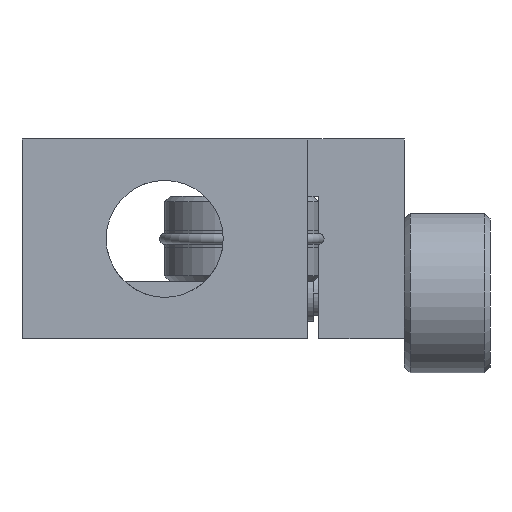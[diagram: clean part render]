
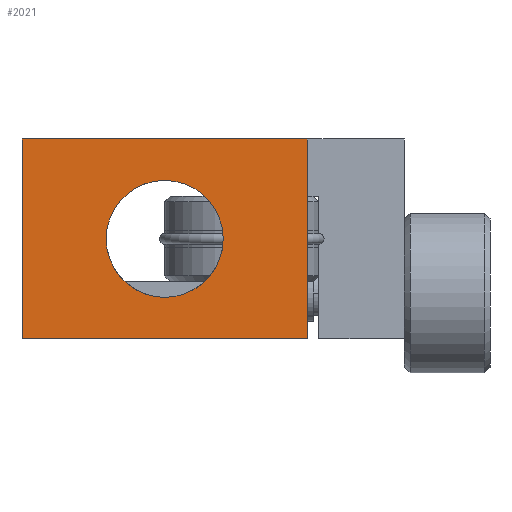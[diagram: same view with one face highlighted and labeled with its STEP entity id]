
A CAD part, front view. The second image highlights one B-rep face of the part: STEP entity #2021.
In plain terms, the highlighted planar face has unit normal (0, -1, 0).
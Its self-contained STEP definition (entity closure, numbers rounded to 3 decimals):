
#80 = DIRECTION ( 'NONE',  ( 0., 0., -1. ) ) ;
#89 = VERTEX_POINT ( 'NONE', #3138 ) ;
#259 = CARTESIAN_POINT ( 'NONE',  ( 25., -45., 0. ) ) ;
#455 = EDGE_CURVE ( 'NONE', #1089, #89, #3842, .T. ) ;
#517 = DIRECTION ( 'NONE',  ( 0., 0., 1. ) ) ;
#797 = DIRECTION ( 'NONE',  ( 1., 0., 0. ) ) ;
#862 = CARTESIAN_POINT ( 'NONE',  ( -25., -45., 35. ) ) ;
#956 = DIRECTION ( 'NONE',  ( -1., 0., 0. ) ) ;
#1042 = AXIS2_PLACEMENT_3D ( 'NONE', #3707, #2312, #517 ) ;
#1089 = VERTEX_POINT ( 'NONE', #2239 ) ;
#1100 = CARTESIAN_POINT ( 'NONE',  ( 25., -45., 0. ) ) ;
#1126 = AXIS2_PLACEMENT_3D ( 'NONE', #1280, #3566, #3133 ) ;
#1280 = CARTESIAN_POINT ( 'NONE',  ( 0., -45., 17.5 ) ) ;
#1376 = ORIENTED_EDGE ( 'NONE', *, *, #455, .T. ) ;
#1465 = EDGE_CURVE ( 'NONE', #4205, #1606, #5440, .T. ) ;
#1492 = ORIENTED_EDGE ( 'NONE', *, *, #1984, .T. ) ;
#1606 = VERTEX_POINT ( 'NONE', #2842 ) ;
#1745 = LINE ( 'NONE', #259, #2597 ) ;
#1869 = CARTESIAN_POINT ( 'NONE',  ( 0., -45., 17.5 ) ) ;
#1984 = EDGE_CURVE ( 'NONE', #4205, #2387, #3681, .T. ) ;
#2021 = ADVANCED_FACE ( 'NONE', ( #5049, #2248 ), #5959, .F. ) ;
#2239 = CARTESIAN_POINT ( 'NONE',  ( 10.25, -45., 17.5 ) ) ;
#2248 = FACE_OUTER_BOUND ( 'NONE', #4683, .T. ) ;
#2312 = DIRECTION ( 'NONE',  ( 0., 1., 0. ) ) ;
#2387 = VERTEX_POINT ( 'NONE', #3673 ) ;
#2403 = VECTOR ( 'NONE', #80, 1000. ) ;
#2597 = VECTOR ( 'NONE', #797, 1000. ) ;
#2643 = ORIENTED_EDGE ( 'NONE', *, *, #1465, .F. ) ;
#2758 = CARTESIAN_POINT ( 'NONE',  ( 25., -45., 10. ) ) ;
#2842 = CARTESIAN_POINT ( 'NONE',  ( 25., -45., 35. ) ) ;
#3133 = DIRECTION ( 'NONE',  ( -1., 0., 0. ) ) ;
#3138 = CARTESIAN_POINT ( 'NONE',  ( -10.25, -45., 17.5 ) ) ;
#3174 = DIRECTION ( 'NONE',  ( 0., 1., 0. ) ) ;
#3223 = VERTEX_POINT ( 'NONE', #1100 ) ;
#3335 = LINE ( 'NONE', #2758, #4938 ) ;
#3484 = CIRCLE ( 'NONE', #4937, 10.25 ) ;
#3549 = EDGE_CURVE ( 'NONE', #1606, #3223, #3335, .T. ) ;
#3566 = DIRECTION ( 'NONE',  ( 0., 1., 0. ) ) ;
#3618 = ORIENTED_EDGE ( 'NONE', *, *, #3549, .F. ) ;
#3673 = CARTESIAN_POINT ( 'NONE',  ( -25., -45., 0. ) ) ;
#3681 = LINE ( 'NONE', #4107, #2403 ) ;
#3707 = CARTESIAN_POINT ( 'NONE',  ( 25., -45., 10. ) ) ;
#3807 = EDGE_LOOP ( 'NONE', ( #1376, #5767 ) ) ;
#3842 = CIRCLE ( 'NONE', #1126, 10.25 ) ;
#4107 = CARTESIAN_POINT ( 'NONE',  ( -25., -45., 10. ) ) ;
#4205 = VERTEX_POINT ( 'NONE', #5837 ) ;
#4209 = EDGE_CURVE ( 'NONE', #2387, #3223, #1745, .T. ) ;
#4683 = EDGE_LOOP ( 'NONE', ( #4929, #3618, #2643, #1492 ) ) ;
#4701 = EDGE_CURVE ( 'NONE', #89, #1089, #3484, .T. ) ;
#4713 = VECTOR ( 'NONE', #4997, 1000. ) ;
#4929 = ORIENTED_EDGE ( 'NONE', *, *, #4209, .T. ) ;
#4937 = AXIS2_PLACEMENT_3D ( 'NONE', #1869, #3174, #956 ) ;
#4938 = VECTOR ( 'NONE', #5194, 1000. ) ;
#4997 = DIRECTION ( 'NONE',  ( 1., 0., 0. ) ) ;
#5049 = FACE_BOUND ( 'NONE', #3807, .T. ) ;
#5194 = DIRECTION ( 'NONE',  ( 0., 0., -1. ) ) ;
#5440 = LINE ( 'NONE', #862, #4713 ) ;
#5767 = ORIENTED_EDGE ( 'NONE', *, *, #4701, .T. ) ;
#5837 = CARTESIAN_POINT ( 'NONE',  ( -25., -45., 35. ) ) ;
#5959 = PLANE ( 'NONE',  #1042 ) ;
